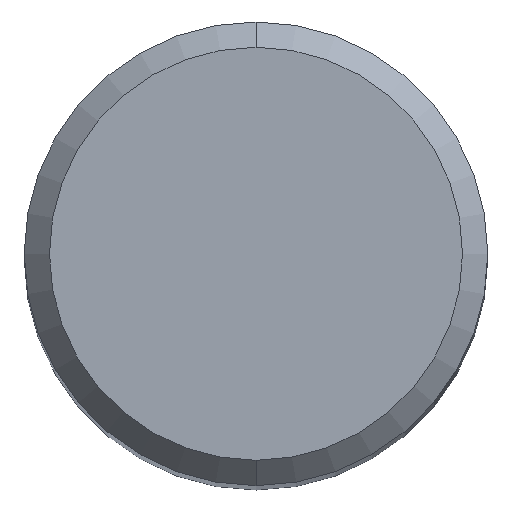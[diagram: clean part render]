
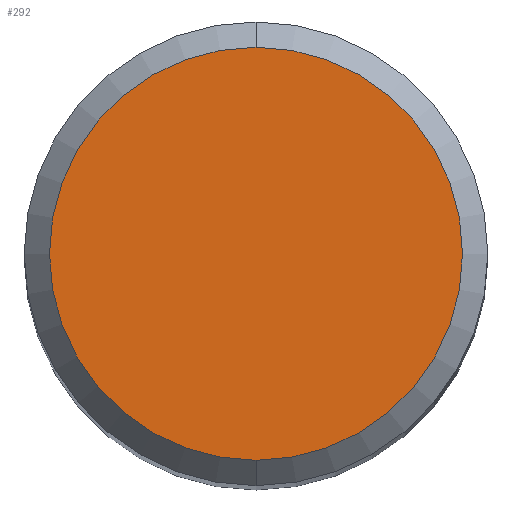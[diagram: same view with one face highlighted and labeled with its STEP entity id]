
A CAD part, top view. The second image highlights one B-rep face of the part: STEP entity #292.
In plain terms, the highlighted planar face has unit normal (0, 0, 1).
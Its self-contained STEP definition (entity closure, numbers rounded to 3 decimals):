
#252=VERTEX_POINT('',#563);
#268=EDGE_CURVE('',#252,#336,#580,.T.);
#292=ADVANCED_FACE('',(#606),#607,.T.);
#336=VERTEX_POINT('',#655);
#424=EDGE_CURVE('',#336,#252,#753,.T.);
#563=CARTESIAN_POINT('',(0.,-4.9,0.0));
#580=CIRCLE('',#999,4.9);
#606=FACE_OUTER_BOUND('',#1053,.T.);
#607=PLANE('',#1054);
#655=CARTESIAN_POINT('',(0.0,4.9,0.0));
#753=CIRCLE('',#1412,4.9);
#999=AXIS2_PLACEMENT_3D('',#1580,#1581,#1582);
#1053=EDGE_LOOP('',(#1607,#1608));
#1054=AXIS2_PLACEMENT_3D('',#1609,#1610,#1611);
#1412=AXIS2_PLACEMENT_3D('',#1789,#1790,#1791);
#1580=CARTESIAN_POINT('',(0.0,0.0,0.0));
#1581=DIRECTION('',(0.0,0.0,-1.0));
#1582=DIRECTION('',(0.0,1.0,0.0));
#1607=ORIENTED_EDGE('',*,*,#424,.F.);
#1608=ORIENTED_EDGE('',*,*,#268,.F.);
#1609=CARTESIAN_POINT('',(0.0,2.45,0.0));
#1610=DIRECTION('',(-0.0,0.0,1.0));
#1611=DIRECTION('',(0.0,-1.0,0.0));
#1789=CARTESIAN_POINT('',(0.0,0.0,0.0));
#1790=DIRECTION('',(0.0,0.0,-1.0));
#1791=DIRECTION('',(0.0,1.0,0.0));
